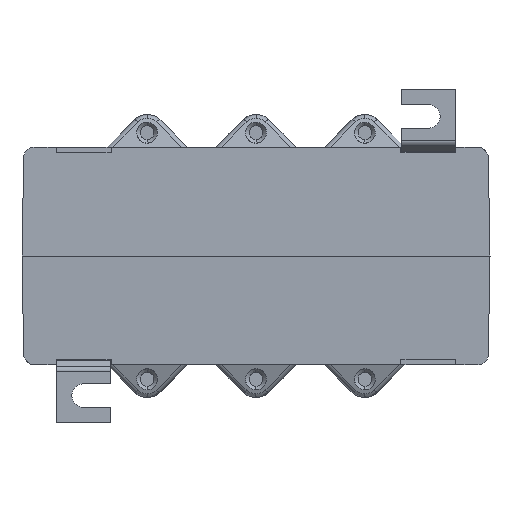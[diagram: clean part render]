
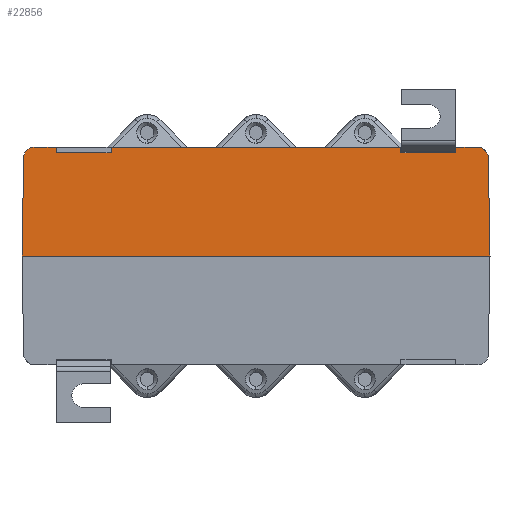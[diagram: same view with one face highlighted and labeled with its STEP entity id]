
A CAD part, front view. The second image highlights one B-rep face of the part: STEP entity #22856.
In plain terms, the highlighted planar face has unit normal (0, -1, 0.018).
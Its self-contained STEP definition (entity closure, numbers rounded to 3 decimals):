
#21965 = VERTEX_POINT ( 'NONE', #24142 ) ;
#22070 = EDGE_CURVE ( 'NONE', #22073, #21965, #24469, .T. ) ;
#22073 = VERTEX_POINT ( 'NONE', #24386 ) ;
#22293 = ORIENTED_EDGE ( 'NONE', *, *, #22934, .F. ) ;
#22484 = VERTEX_POINT ( 'NONE', #25454 ) ;
#22493 = VERTEX_POINT ( 'NONE', #25443 ) ;
#22495 = VERTEX_POINT ( 'NONE', #25425 ) ;
#22575 = EDGE_CURVE ( 'NONE', #22600, #22611, #25605, .T. ) ;
#22600 = VERTEX_POINT ( 'NONE', #25687 ) ;
#22602 = EDGE_CURVE ( 'NONE', #22495, #22493, #25670, .T. ) ;
#22611 = VERTEX_POINT ( 'NONE', #25651 ) ;
#22623 = EDGE_CURVE ( 'NONE', #22627, #22484, #25643, .T. ) ;
#22627 = VERTEX_POINT ( 'NONE', #25735 ) ;
#22788 = EDGE_LOOP ( 'NONE', ( #22884, #22858, #22833, #22836, #22840, #22834, #22845, #22293, #22944, #22954, #22959, #22956, #22955, #22920 ) ) ;
#22833 = ORIENTED_EDGE ( 'NONE', *, *, #22623, .F. ) ;
#22834 = ORIENTED_EDGE ( 'NONE', *, *, #22842, .T. ) ;
#22836 = ORIENTED_EDGE ( 'NONE', *, *, #22853, .T. ) ;
#22838 = EDGE_CURVE ( 'NONE', #22849, #22968, #26344, .T. ) ;
#22840 = ORIENTED_EDGE ( 'NONE', *, *, #22838, .T. ) ;
#22842 = EDGE_CURVE ( 'NONE', #22968, #22611, #26407, .T. ) ;
#22845 = ORIENTED_EDGE ( 'NONE', *, *, #22575, .F. ) ;
#22849 = VERTEX_POINT ( 'NONE', #26319 ) ;
#22853 = EDGE_CURVE ( 'NONE', #22627, #22849, #23660, .T. ) ;
#22856 = ADVANCED_FACE ( 'NONE', ( #25984 ), #26011, .T. ) ;
#22858 = ORIENTED_EDGE ( 'NONE', *, *, #22860, .T. ) ;
#22860 = EDGE_CURVE ( 'NONE', #22881, #22484, #26462, .T. ) ;
#22862 = EDGE_CURVE ( 'NONE', #22881, #21965, #26440, .T. ) ;
#22881 = VERTEX_POINT ( 'NONE', #26486 ) ;
#22884 = ORIENTED_EDGE ( 'NONE', *, *, #22862, .F. ) ;
#22920 = ORIENTED_EDGE ( 'NONE', *, *, #22070, .T. ) ;
#22934 = EDGE_CURVE ( 'NONE', #22935, #22600, #26740, .T. ) ;
#22935 = VERTEX_POINT ( 'NONE', #26717 ) ;
#22937 = VERTEX_POINT ( 'NONE', #26715 ) ;
#22944 = ORIENTED_EDGE ( 'NONE', *, *, #22947, .T. ) ;
#22945 = EDGE_CURVE ( 'NONE', #22493, #22937, #26744, .T. ) ;
#22947 = EDGE_CURVE ( 'NONE', #22935, #22937, #26687, .T. ) ;
#22948 = EDGE_CURVE ( 'NONE', #22495, #22961, #26796, .T. ) ;
#22954 = ORIENTED_EDGE ( 'NONE', *, *, #22945, .F. ) ;
#22955 = ORIENTED_EDGE ( 'NONE', *, *, #22963, .T. ) ;
#22956 = ORIENTED_EDGE ( 'NONE', *, *, #22948, .T. ) ;
#22959 = ORIENTED_EDGE ( 'NONE', *, *, #22602, .F. ) ;
#22961 = VERTEX_POINT ( 'NONE', #26705 ) ;
#22963 = EDGE_CURVE ( 'NONE', #22961, #22073, #26771, .T. ) ;
#22968 = VERTEX_POINT ( 'NONE', #26775 ) ;
#23660 = LINE ( 'NONE', #24570, #25960 ) ;
#24142 = CARTESIAN_POINT ( 'NONE',  ( 64.5, -77.5, 0. ) ) ;
#24386 = CARTESIAN_POINT ( 'NONE',  ( -64.5, -77.5, 0. ) ) ;
#24464 = DIRECTION ( 'NONE',  ( 1., 0., 0. ) ) ;
#24466 = VECTOR ( 'NONE', #24464, 1000. ) ;
#24467 = CARTESIAN_POINT ( 'NONE',  ( 64.5, -77.5, 0. ) ) ;
#24469 = LINE ( 'NONE', #24467, #24466 ) ;
#24570 = CARTESIAN_POINT ( 'NONE',  ( 55.05, -77.5, 0. ) ) ;
#25425 = CARTESIAN_POINT ( 'NONE',  ( -61.028, -76.976, 30. ) ) ;
#25443 = CARTESIAN_POINT ( 'NONE',  ( -55.05, -76.976, 30. ) ) ;
#25454 = CARTESIAN_POINT ( 'NONE',  ( 61.028, -76.976, 30. ) ) ;
#25600 = DIRECTION ( 'NONE',  ( 1., 0., 0. ) ) ;
#25602 = VECTOR ( 'NONE', #25600, 1000. ) ;
#25604 = CARTESIAN_POINT ( 'NONE',  ( 64.5, -76.976, 30. ) ) ;
#25605 = LINE ( 'NONE', #25604, #25602 ) ;
#25643 = LINE ( 'NONE', #25743, #25741 ) ;
#25651 = CARTESIAN_POINT ( 'NONE',  ( 39.95, -76.976, 30. ) ) ;
#25665 = DIRECTION ( 'NONE',  ( 1., 0., 0. ) ) ;
#25667 = VECTOR ( 'NONE', #25665, 1000. ) ;
#25669 = CARTESIAN_POINT ( 'NONE',  ( 64.5, -76.976, 30. ) ) ;
#25670 = LINE ( 'NONE', #25669, #25667 ) ;
#25687 = CARTESIAN_POINT ( 'NONE',  ( -39.95, -76.976, 30. ) ) ;
#25735 = CARTESIAN_POINT ( 'NONE',  ( 55.05, -76.976, 30. ) ) ;
#25739 = DIRECTION ( 'NONE',  ( 1., 0., 0. ) ) ;
#25741 = VECTOR ( 'NONE', #25739, 1000. ) ;
#25743 = CARTESIAN_POINT ( 'NONE',  ( 64.5, -76.976, 30. ) ) ;
#25933 = AXIS2_PLACEMENT_3D ( 'NONE', #25989, #26392, #26417 ) ;
#25960 = VECTOR ( 'NONE', #25977, 1000. ) ;
#25977 = DIRECTION ( 'NONE',  ( 0., -0.017, -1. ) ) ;
#25984 = FACE_OUTER_BOUND ( 'NONE', #22788, .T. ) ;
#25989 = CARTESIAN_POINT ( 'NONE',  ( 64.5, -77.5, 0. ) ) ;
#26011 = PLANE ( 'NONE',  #25933 ) ;
#26319 = CARTESIAN_POINT ( 'NONE',  ( 55.05, -77.004, 28.4 ) ) ;
#26341 = CARTESIAN_POINT ( 'NONE',  ( 64.5, -77.004, 28.4 ) ) ;
#26344 = LINE ( 'NONE', #26341, #26411 ) ;
#26392 = DIRECTION ( 'NONE',  ( 0., -1., 0.017 ) ) ;
#26401 = DIRECTION ( 'NONE',  ( 0., 0.017, 1. ) ) ;
#26403 = VECTOR ( 'NONE', #26401, 1000. ) ;
#26405 = CARTESIAN_POINT ( 'NONE',  ( 39.95, -77.5, 0. ) ) ;
#26407 = LINE ( 'NONE', #26405, #26403 ) ;
#26409 = DIRECTION ( 'NONE',  ( -1., 0., 0. ) ) ;
#26411 = VECTOR ( 'NONE', #26409, 1000. ) ;
#26417 = DIRECTION ( 'NONE',  ( 0., -0.017, -1. ) ) ;
#26435 = DIRECTION ( 'NONE',  ( 0.017, -0.017, -1. ) ) ;
#26436 = VECTOR ( 'NONE', #26435, 1000. ) ;
#26438 = CARTESIAN_POINT ( 'NONE',  ( 64.5, -77.5, 0. ) ) ;
#26440 = LINE ( 'NONE', #26438, #26436 ) ;
#26445 = CARTESIAN_POINT ( 'NONE',  ( 61.028, -76.976, 30. ) ) ;
#26447 = CARTESIAN_POINT ( 'NONE',  ( 62.761, -76.976, 30. ) ) ;
#26449 = CARTESIAN_POINT ( 'NONE',  ( 63.998, -76.998, 28.785 ) ) ;
#26451 = CARTESIAN_POINT ( 'NONE',  ( 64.028, -77.028, 27.052 ) ) ;
#26462 =( BOUNDED_CURVE ( )  B_SPLINE_CURVE ( 3, ( #26451, #26449, #26447, #26445 ),
 .UNSPECIFIED., .F., .T. ) 
 B_SPLINE_CURVE_WITH_KNOTS ( ( 4, 4 ),
 ( 4.73, 6.283 ),
 .UNSPECIFIED. ) 
 CURVE ( )  GEOMETRIC_REPRESENTATION_ITEM ( )  RATIONAL_B_SPLINE_CURVE ( ( 1., 0.809, 0.809, 1. ) ) 
 REPRESENTATION_ITEM ( '' )  );
#26486 = CARTESIAN_POINT ( 'NONE',  ( 64.028, -77.028, 27.052 ) ) ;
#26687 = LINE ( 'NONE', #26806, #26804 ) ;
#26697 = VECTOR ( 'NONE', #26706, 1000. ) ;
#26705 = CARTESIAN_POINT ( 'NONE',  ( -64.028, -77.028, 27.052 ) ) ;
#26706 = DIRECTION ( 'NONE',  ( 0., -0.017, -1. ) ) ;
#26709 = DIRECTION ( 'NONE',  ( 0., 0.017, 1. ) ) ;
#26712 = VECTOR ( 'NONE', #26709, 1000. ) ;
#26713 = CARTESIAN_POINT ( 'NONE',  ( -39.95, -77.5, 0. ) ) ;
#26715 = CARTESIAN_POINT ( 'NONE',  ( -55.05, -77.004, 28.4 ) ) ;
#26717 = CARTESIAN_POINT ( 'NONE',  ( -39.95, -77.004, 28.4 ) ) ;
#26734 = CARTESIAN_POINT ( 'NONE',  ( -55.05, -77.5, 0. ) ) ;
#26740 = LINE ( 'NONE', #26713, #26712 ) ;
#26744 = LINE ( 'NONE', #26734, #26697 ) ;
#26765 = DIRECTION ( 'NONE',  ( -0.017, -0.017, -1. ) ) ;
#26767 = VECTOR ( 'NONE', #26765, 1000. ) ;
#26768 = CARTESIAN_POINT ( 'NONE',  ( -64.461, -77.461, 2.25 ) ) ;
#26771 = LINE ( 'NONE', #26768, #26767 ) ;
#26775 = CARTESIAN_POINT ( 'NONE',  ( 39.95, -77.004, 28.4 ) ) ;
#26781 = CARTESIAN_POINT ( 'NONE',  ( -64.028, -77.028, 27.052 ) ) ;
#26783 = CARTESIAN_POINT ( 'NONE',  ( -63.998, -76.998, 28.785 ) ) ;
#26785 = CARTESIAN_POINT ( 'NONE',  ( -62.761, -76.976, 30. ) ) ;
#26787 = CARTESIAN_POINT ( 'NONE',  ( -61.028, -76.976, 30. ) ) ;
#26796 =( BOUNDED_CURVE ( )  B_SPLINE_CURVE ( 3, ( #26787, #26785, #26783, #26781 ),
 .UNSPECIFIED., .F., .F. ) 
 B_SPLINE_CURVE_WITH_KNOTS ( ( 4, 4 ),
 ( 3.142, 4.695 ),
 .UNSPECIFIED. ) 
 CURVE ( )  GEOMETRIC_REPRESENTATION_ITEM ( )  RATIONAL_B_SPLINE_CURVE ( ( 1., 0.809, 0.809, 1. ) ) 
 REPRESENTATION_ITEM ( '' )  );
#26803 = DIRECTION ( 'NONE',  ( -1., 0., 0. ) ) ;
#26804 = VECTOR ( 'NONE', #26803, 1000. ) ;
#26806 = CARTESIAN_POINT ( 'NONE',  ( 64.5, -77.004, 28.4 ) ) ;
